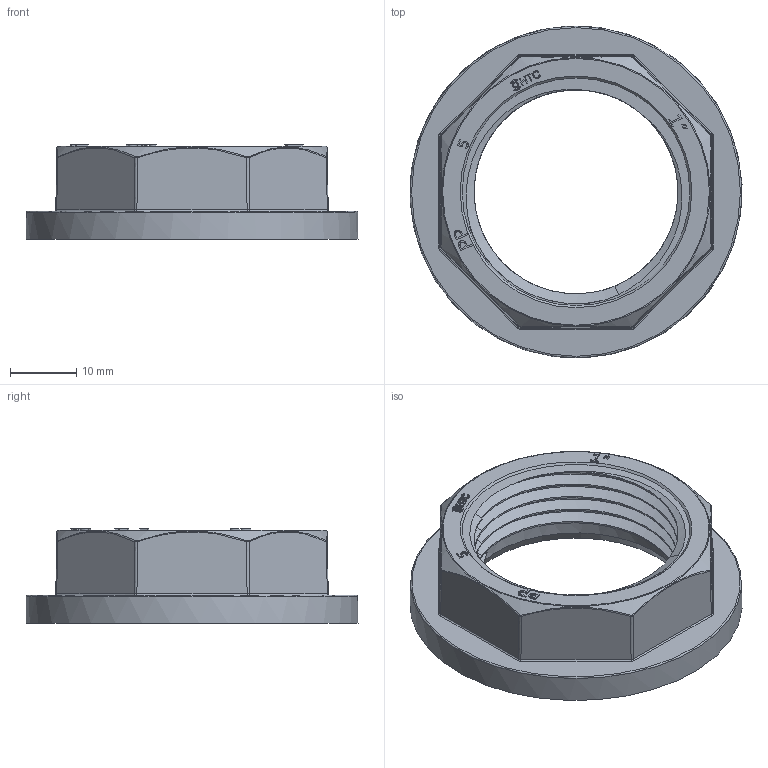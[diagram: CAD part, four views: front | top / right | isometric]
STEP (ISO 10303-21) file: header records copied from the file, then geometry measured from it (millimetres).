
FILE_DESCRIPTION(/* description */ (''),/* implementation_level */ '2;1');
FILE_NAME(/* name */ '1螺帽.stp',/* time_stamp */ '2025-09-26T17:02:26+08:00',/* author */ (''),/* organization */ (''),/* preprocessor_version */ 'ST-DEVELOPER v16.7',/* originating_system */ 'SIEMENS PLM Software NX 12.0',/* authorisation */ '');
FILE_SCHEMA (('AUTOMOTIVE_DESIGN { 1 0 10303 214 3 1 1 1 }'));
Length unit declared in the file: millimetre
Products named in the file (1): Admi2DF820695cwz
Bounding box: 49.95 x 49.95 x 14.2 mm (x, y, z)
Volume: 9890.6 mm3; surface area: 6470.5 mm2
Topology: 1 solids, 1 shells, 271 faces, 676 edges, 440 vertices
Faces by surface type: plane 127, bspline 61, cone 36, extrusion 33, cylinder 12, torus 2
Full cylindrical faces by diameter (mm): 0.6 x1, 0.928 x1, 33.7 x4
Entity records: 14645 total; most frequent: CARTESIAN_POINT 9047, ORIENTED_EDGE 1306, DIRECTION 832, EDGE_CURVE 653, VERTEX_POINT 430, B_SPLINE_CURVE_WITH_KNOTS 354, EDGE_LOOP 311, AXIS2_PLACEMENT_3D 293
